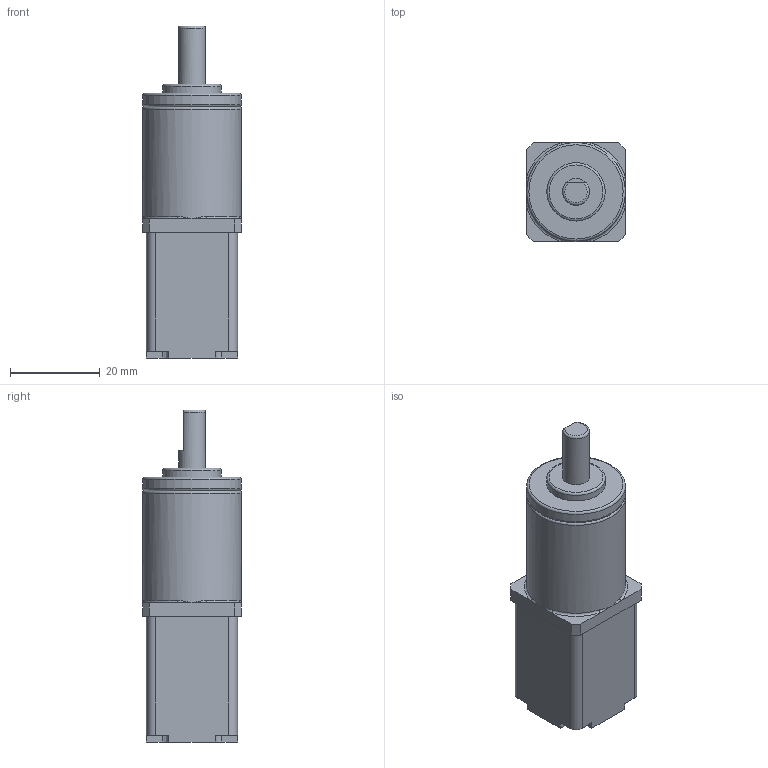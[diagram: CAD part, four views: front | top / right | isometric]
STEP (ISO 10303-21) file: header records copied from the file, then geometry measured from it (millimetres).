
FILE_DESCRIPTION(/* description */ (''),/* implementation_level */ '2;1');
FILE_NAME(/* name */ 'Nema 8 901 v1.stp',/* time_stamp */ '2020-11-27T19:33:49+01:00',/* author */ (''),/* organization */ (''),/* preprocessor_version */ 'ST-DEVELOPER v18.1',/* originating_system */ 'Autodesk Translation Framework v9.3.0.1241',/* authorisation */ '');
FILE_SCHEMA (('AUTOMOTIVE_DESIGN { 1 0 10303 214 3 1 1 }'));
Length unit declared in the file: millimetre
Products named in the file (1): Nema 8 90:1
Bounding box: 22 x 22 x 73.95 mm (x, y, z)
Volume: 23957.7 mm3; surface area: 5643.5 mm2
Topology: 1 solids, 1 shells, 64 faces, 171 edges, 104 vertices
Faces by surface type: plane 35, cylinder 12, torus 9, bspline 8
Full cylindrical faces by diameter (mm): 6 x1, 13 x1, 22 x2
Entity records: 2257 total; most frequent: CARTESIAN_POINT 638, ORIENTED_EDGE 326, DIRECTION 320, EDGE_CURVE 163, AXIS2_PLACEMENT_3D 110, VERTEX_POINT 104, LINE 100, VECTOR 100
